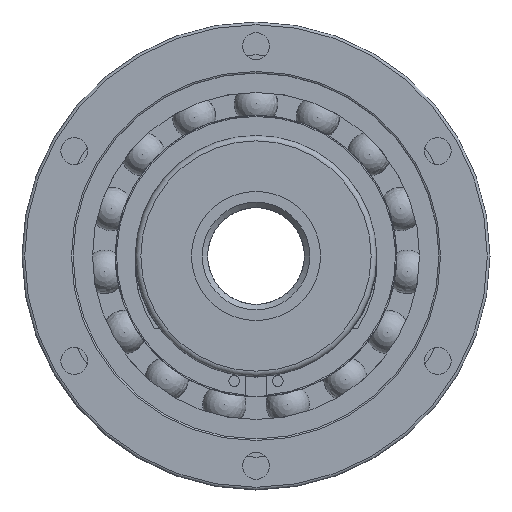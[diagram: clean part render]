
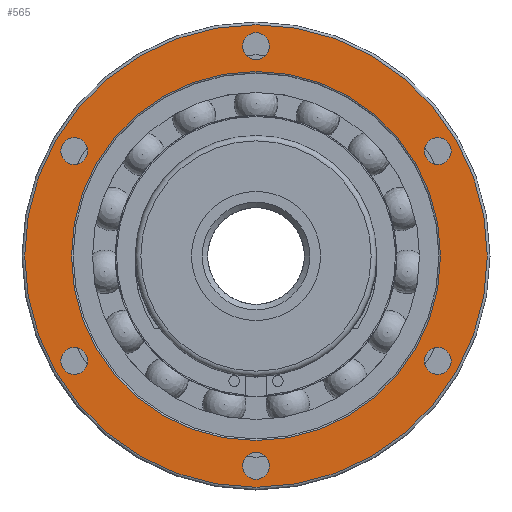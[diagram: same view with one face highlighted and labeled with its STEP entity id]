
A CAD part, left-side view. The second image highlights one B-rep face of the part: STEP entity #565.
In plain terms, the highlighted planar face has unit normal (-1, 0, 0).
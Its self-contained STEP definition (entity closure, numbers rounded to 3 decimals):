
#565 = ADVANCED_FACE( '', ( #1250, #1251, #1252, #1253, #1254, #1255, #1256, #1257 ), #1258, .T. );
#1250 = FACE_OUTER_BOUND( '', #2016, .T. );
#1251 = FACE_BOUND( '', #2017, .T. );
#1252 = FACE_BOUND( '', #2018, .T. );
#1253 = FACE_BOUND( '', #2019, .T. );
#1254 = FACE_BOUND( '', #2020, .T. );
#1255 = FACE_BOUND( '', #2021, .T. );
#1256 = FACE_BOUND( '', #2022, .T. );
#1257 = FACE_BOUND( '', #2023, .T. );
#1258 = PLANE( '', #2024 );
#2016 = EDGE_LOOP( '', ( #3720 ) );
#2017 = EDGE_LOOP( '', ( #3721 ) );
#2018 = EDGE_LOOP( '', ( #3722 ) );
#2019 = EDGE_LOOP( '', ( #3723 ) );
#2020 = EDGE_LOOP( '', ( #3724 ) );
#2021 = EDGE_LOOP( '', ( #3725 ) );
#2022 = EDGE_LOOP( '', ( #3726 ) );
#2023 = EDGE_LOOP( '', ( #3727 ) );
#2024 = AXIS2_PLACEMENT_3D( '', #3728, #3729, #3730 );
#3720 = ORIENTED_EDGE( '', *, *, #4739, .T. );
#3721 = ORIENTED_EDGE( '', *, *, #4818, .T. );
#3722 = ORIENTED_EDGE( '', *, *, #4926, .T. );
#3723 = ORIENTED_EDGE( '', *, *, #4545, .T. );
#3724 = ORIENTED_EDGE( '', *, *, #4927, .T. );
#3725 = ORIENTED_EDGE( '', *, *, #4503, .T. );
#3726 = ORIENTED_EDGE( '', *, *, #4453, .T. );
#3727 = ORIENTED_EDGE( '', *, *, #4275, .F. );
#3728 = CARTESIAN_POINT( '', ( 9.45, 0., 34.3 ) );
#3729 = DIRECTION( '', ( -1., 0., 0. ) );
#3730 = DIRECTION( '', ( 0., 0., 1. ) );
#4275 = EDGE_CURVE( '', #5102, #5102, #5103, .T. );
#4453 = EDGE_CURVE( '', #5411, #5411, #5412, .T. );
#4503 = EDGE_CURVE( '', #5491, #5491, #5492, .T. );
#4545 = EDGE_CURVE( '', #5560, #5560, #5561, .T. );
#4739 = EDGE_CURVE( '', #5849, #5849, #5850, .T. );
#4818 = EDGE_CURVE( '', #5961, #5961, #5962, .T. );
#4926 = EDGE_CURVE( '', #6098, #6098, #6099, .T. );
#4927 = EDGE_CURVE( '', #6100, #6100, #6101, .T. );
#5102 = VERTEX_POINT( '', #6403 );
#5103 = CIRCLE( '', #6404, 34.3 );
#5411 = VERTEX_POINT( '', #7577 );
#5412 = CIRCLE( '', #7578, 2.5 );
#5491 = VERTEX_POINT( '', #7858 );
#5492 = CIRCLE( '', #7859, 2.5 );
#5560 = VERTEX_POINT( '', #8066 );
#5561 = CIRCLE( '', #8067, 2.5 );
#5849 = VERTEX_POINT( '', #8886 );
#5850 = CIRCLE( '', #8887, 43. );
#5961 = VERTEX_POINT( '', #9127 );
#5962 = CIRCLE( '', #9128, 2.5 );
#6098 = VERTEX_POINT( '', #9419 );
#6099 = CIRCLE( '', #9420, 2.5 );
#6100 = VERTEX_POINT( '', #9421 );
#6101 = CIRCLE( '', #9422, 2.5 );
#6403 = CARTESIAN_POINT( '', ( 9.45, 0., 34.3 ) );
#6404 = AXIS2_PLACEMENT_3D( '', #9657, #9658, #9659 );
#7577 = CARTESIAN_POINT( '', ( 9.45, 0., 41.5 ) );
#7578 = AXIS2_PLACEMENT_3D( '', #9885, #9886, #9887 );
#7858 = CARTESIAN_POINT( '', ( 9.45, -35.94, 20.75 ) );
#7859 = AXIS2_PLACEMENT_3D( '', #9936, #9937, #9938 );
#8066 = CARTESIAN_POINT( '', ( 9.45, 0., -41.5 ) );
#8067 = AXIS2_PLACEMENT_3D( '', #9984, #9985, #9986 );
#8886 = CARTESIAN_POINT( '', ( 9.45, 0., 43. ) );
#8887 = AXIS2_PLACEMENT_3D( '', #10226, #10227, #10228 );
#9127 = CARTESIAN_POINT( '', ( 9.45, 35.94, 20.75 ) );
#9128 = AXIS2_PLACEMENT_3D( '', #10318, #10319, #10320 );
#9419 = CARTESIAN_POINT( '', ( 9.45, 35.94, -20.75 ) );
#9420 = AXIS2_PLACEMENT_3D( '', #10435, #10436, #10437 );
#9421 = CARTESIAN_POINT( '', ( 9.45, -35.94, -20.75 ) );
#9422 = AXIS2_PLACEMENT_3D( '', #10438, #10439, #10440 );
#9657 = CARTESIAN_POINT( '', ( 9.45, 0., 0. ) );
#9658 = DIRECTION( '', ( -1., 0., 0. ) );
#9659 = DIRECTION( '', ( 0., 0., 1. ) );
#9885 = CARTESIAN_POINT( '', ( 9.45, 0., 39. ) );
#9886 = DIRECTION( '', ( 1., 0., 0. ) );
#9887 = DIRECTION( '', ( 0., 0., 1. ) );
#9936 = CARTESIAN_POINT( '', ( 9.45, -33.775, 19.5 ) );
#9937 = DIRECTION( '', ( 1., 0., 0. ) );
#9938 = DIRECTION( '', ( 0., -0.866, 0.5 ) );
#9984 = CARTESIAN_POINT( '', ( 9.45, 0., -39. ) );
#9985 = DIRECTION( '', ( 1., 0., 0. ) );
#9986 = DIRECTION( '', ( 0., 0., -1. ) );
#10226 = CARTESIAN_POINT( '', ( 9.45, 0., 0. ) );
#10227 = DIRECTION( '', ( -1., 0., 0. ) );
#10228 = DIRECTION( '', ( 0., 0., 1. ) );
#10318 = CARTESIAN_POINT( '', ( 9.45, 33.775, 19.5 ) );
#10319 = DIRECTION( '', ( 1., 0., 0. ) );
#10320 = DIRECTION( '', ( 0., 0.866, 0.5 ) );
#10435 = CARTESIAN_POINT( '', ( 9.45, 33.775, -19.5 ) );
#10436 = DIRECTION( '', ( 1., 0., 0. ) );
#10437 = DIRECTION( '', ( 0., 0.866, -0.5 ) );
#10438 = CARTESIAN_POINT( '', ( 9.45, -33.775, -19.5 ) );
#10439 = DIRECTION( '', ( 1., 0., 0. ) );
#10440 = DIRECTION( '', ( 0., -0.866, -0.5 ) );
